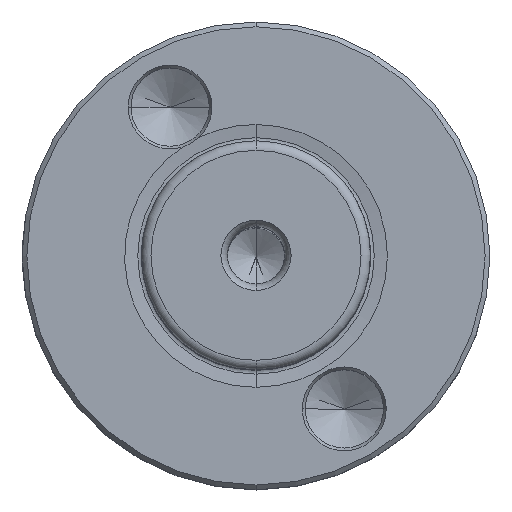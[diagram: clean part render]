
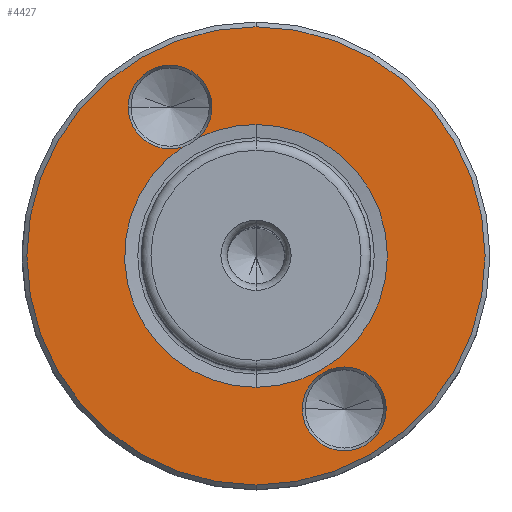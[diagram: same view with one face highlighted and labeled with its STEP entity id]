
A CAD part, top view. The second image highlights one B-rep face of the part: STEP entity #4427.
In plain terms, the highlighted face is planar.
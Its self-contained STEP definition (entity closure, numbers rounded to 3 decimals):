
#1358=CARTESIAN_POINT('',(0.,0.,0.));
#1359=DIRECTION('',(0.,0.,1.));
#1360=DIRECTION('',(0.,1.,0.));
#1361=AXIS2_PLACEMENT_3D('',#1358,#1359,#1360);
#1366=CARTESIAN_POINT('',(0.,0.,0.));
#1367=DIRECTION('',(0.,0.,1.));
#1368=DIRECTION('',(0.,-1.,0.));
#1369=AXIS2_PLACEMENT_3D('',#1366,#1367,#1368);
#1374=CARTESIAN_POINT('',(9.,15.588,0.));
#1375=DIRECTION('',(0.,0.,1.));
#1376=DIRECTION('',(-1.,0.,0.));
#1377=AXIS2_PLACEMENT_3D('',#1374,#1375,#1376);
#1382=CARTESIAN_POINT('',(9.,15.588,0.));
#1383=DIRECTION('',(0.,0.,1.));
#1384=DIRECTION('',(1.,0.,0.));
#1385=AXIS2_PLACEMENT_3D('',#1382,#1383,#1384);
#1390=CARTESIAN_POINT('',(9.,15.588,0.));
#1391=DIRECTION('',(0.,0.,1.));
#1392=DIRECTION('',(-0.288,-0.958,0.));
#1393=AXIS2_PLACEMENT_3D('',#1390,#1391,#1392);
#1398=CARTESIAN_POINT('',(0.,0.,0.));
#1399=DIRECTION('',(0.,0.,-1.));
#1400=DIRECTION('',(0.562,0.827,0.));
#1401=AXIS2_PLACEMENT_3D('',#1398,#1399,#1400);
#1406=CARTESIAN_POINT('',(0.,0.,0.));
#1407=DIRECTION('',(0.,0.,-1.));
#1408=DIRECTION('',(0.,-1.,0.));
#1409=AXIS2_PLACEMENT_3D('',#1406,#1407,#1408);
#1414=CARTESIAN_POINT('',(0.,0.,0.));
#1415=DIRECTION('',(0.,0.,-1.));
#1416=DIRECTION('',(0.,1.,0.));
#1417=AXIS2_PLACEMENT_3D('',#1414,#1415,#1416);
#1422=CARTESIAN_POINT('',(-9.25,-16.021,0.));
#1423=DIRECTION('',(0.,0.,1.));
#1424=DIRECTION('',(-1.,0.,0.));
#1425=AXIS2_PLACEMENT_3D('',#1422,#1423,#1424);
#1430=CARTESIAN_POINT('',(-9.25,-16.021,0.));
#1431=DIRECTION('',(0.,0.,1.));
#1432=DIRECTION('',(1.,0.,0.));
#1433=AXIS2_PLACEMENT_3D('',#1430,#1431,#1432);
#3537=CARTESIAN_POINT('',(0.,24.,0.));
#3539=VERTEX_POINT('',#3537);
#3548=CARTESIAN_POINT('',(0.,-24.,0.));
#3550=VERTEX_POINT('',#3548);
#3570=CARTESIAN_POINT('',(0.,13.765,0.));
#3571=VERTEX_POINT('',#3570);
#3574=CARTESIAN_POINT('',(0.,-13.765,0.));
#3575=VERTEX_POINT('',#3574);
#3594=CARTESIAN_POINT('',(4.611,15.588,0.));
#3595=VERTEX_POINT('',#3594);
#3596=CARTESIAN_POINT('',(13.389,15.588,0.));
#3597=VERTEX_POINT('',#3596);
#3608=CARTESIAN_POINT('',(-13.639,-16.021,0.));
#3609=VERTEX_POINT('',#3608);
#3610=CARTESIAN_POINT('',(-4.861,-16.021,0.));
#3611=VERTEX_POINT('',#3610);
#3686=CARTESIAN_POINT('',(5.993,12.392,0.));
#3687=VERTEX_POINT('',#3686);
#3688=CARTESIAN_POINT('',(7.735,11.386,0.));
#3689=VERTEX_POINT('',#3688);
#4398=CARTESIAN_POINT('',(0.,0.,0.));
#4399=DIRECTION('',(0.,0.,-1.));
#4400=DIRECTION('',(0.,-1.,0.));
#4401=AXIS2_PLACEMENT_3D('',#4398,#4399,#4400);
#4402=PLANE('',#4401);
#4403=ORIENTED_EDGE('',*,*,#4380,.T.);
#4404=ORIENTED_EDGE('',*,*,#4391,.T.);
#4405=EDGE_LOOP('',(#4403,#4404));
#4406=FACE_OUTER_BOUND('',#4405,.F.);
#4408=ORIENTED_EDGE('',*,*,#4407,.F.);
#4410=ORIENTED_EDGE('',*,*,#4409,.F.);
#4412=ORIENTED_EDGE('',*,*,#4411,.F.);
#4414=ORIENTED_EDGE('',*,*,#4413,.T.);
#4416=ORIENTED_EDGE('',*,*,#4415,.T.);
#4418=ORIENTED_EDGE('',*,*,#4417,.T.);
#4419=EDGE_LOOP('',(#4408,#4410,#4412,#4414,#4416,#4418));
#4420=FACE_BOUND('',#4419,.F.);
#4422=ORIENTED_EDGE('',*,*,#4421,.F.);
#4424=ORIENTED_EDGE('',*,*,#4423,.F.);
#4425=EDGE_LOOP('',(#4422,#4424));
#4426=FACE_BOUND('',#4425,.F.);
#1362=CIRCLE('',#1361,24.);
#1370=CIRCLE('',#1369,24.);
#1378=CIRCLE('',#1377,4.389);
#1386=CIRCLE('',#1385,4.389);
#1394=CIRCLE('',#1393,4.389);
#1402=CIRCLE('',#1401,13.765);
#1410=CIRCLE('',#1409,13.765);
#1418=CIRCLE('',#1417,13.765);
#1426=CIRCLE('',#1425,4.389);
#1434=CIRCLE('',#1433,4.389);
#4380=EDGE_CURVE('',#3539,#3550,#1362,.T.);
#4391=EDGE_CURVE('',#3550,#3539,#1370,.T.);
#4407=EDGE_CURVE('',#3595,#3687,#1378,.T.);
#4409=EDGE_CURVE('',#3597,#3595,#1386,.T.);
#4411=EDGE_CURVE('',#3689,#3597,#1394,.T.);
#4413=EDGE_CURVE('',#3689,#3575,#1402,.T.);
#4415=EDGE_CURVE('',#3575,#3571,#1410,.T.);
#4417=EDGE_CURVE('',#3571,#3687,#1418,.T.);
#4421=EDGE_CURVE('',#3609,#3611,#1426,.T.);
#4423=EDGE_CURVE('',#3611,#3609,#1434,.T.);
#4427=ADVANCED_FACE('',(#4406,#4420,#4426),#4402,.T.);
